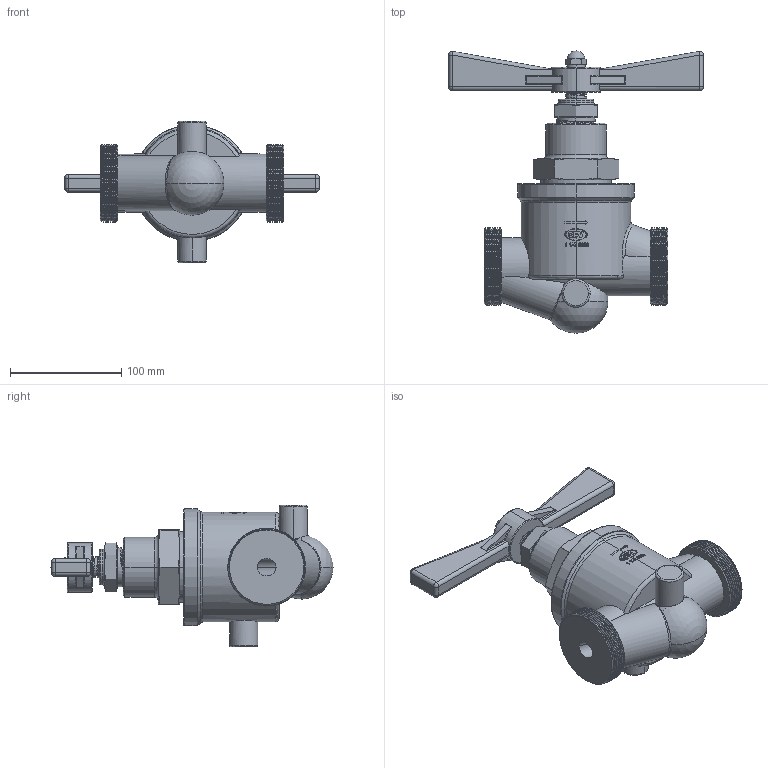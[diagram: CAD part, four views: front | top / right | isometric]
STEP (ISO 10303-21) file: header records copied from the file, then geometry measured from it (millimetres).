
FILE_DESCRIPTION (( 'STEP AP203' ), '1' );
FILE_NAME ('480-6.STEP', '2019-10-30T16:26:29', ( '' ), ( '' ), 'SwSTEP 2.0', 'SolidWorks 2019', '' );
FILE_SCHEMA (( 'CONFIG_CONTROL_DESIGN' ));
Products named in the file (1): 480-6
Bounding box: 228.6 x 253.43 x 127.03 mm (x, y, z)
Volume: 1263166.8 mm3; surface area: 175085.2 mm2
Topology: 3 solids, 3 shells, 741 faces, 2077 edges, 1367 vertices
Faces by surface type: cylinder 296, bspline 155, plane 142, cone 70, torus 62, sphere 16
Entity records: 111215 total; most frequent: CARTESIAN_POINT 94963, ORIENTED_EDGE 4126, DIRECTION 2628, EDGE_CURVE 2063, VERTEX_POINT 1364, AXIS2_PLACEMENT_3D 1054, EDGE_LOOP 787, ADVANCED_FACE 741
